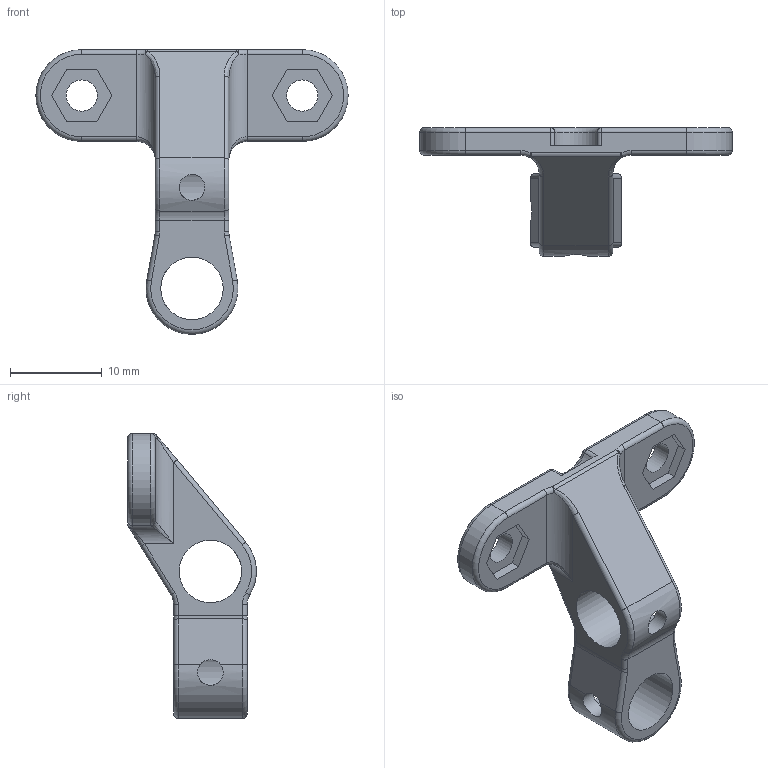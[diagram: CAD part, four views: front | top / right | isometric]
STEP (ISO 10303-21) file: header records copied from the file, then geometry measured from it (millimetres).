
FILE_DESCRIPTION(/* description */ (''),/* implementation_level */ '2;1');
FILE_NAME(/* name */ 'v2nosemount.stp',/* time_stamp */ '2024-01-15T16:48:50-06:00',/* author */ ('Eric'),/* organization */ (''),/* preprocessor_version */ 'ST-DEVELOPER v20',/* originating_system */ 'Autodesk Inventor 2024',/* authorisation */ '');
FILE_SCHEMA (('AUTOMOTIVE_DESIGN { 1 0 10303 214 3 1 1 }'));
Length unit declared in the file: millimetre
Products named in the file (1): v2nosemount
Bounding box: 34 x 14 x 31 mm (x, y, z)
Volume: 2163.5 mm3; surface area: 1930.8 mm2
Topology: 1 solids, 1 shells, 105 faces, 249 edges, 145 vertices
Faces by surface type: cylinder 43, plane 29, torus 21, bspline 6, sphere 6
Full cylindrical faces by diameter (mm): 2.8 x2, 3.4 x2, 6.8 x2
Entity records: 3303 total; most frequent: CARTESIAN_POINT 775, DIRECTION 563, ORIENTED_EDGE 494, EDGE_CURVE 247, AXIS2_PLACEMENT_3D 224, VERTEX_POINT 145, EDGE_LOOP 118, LINE 115
